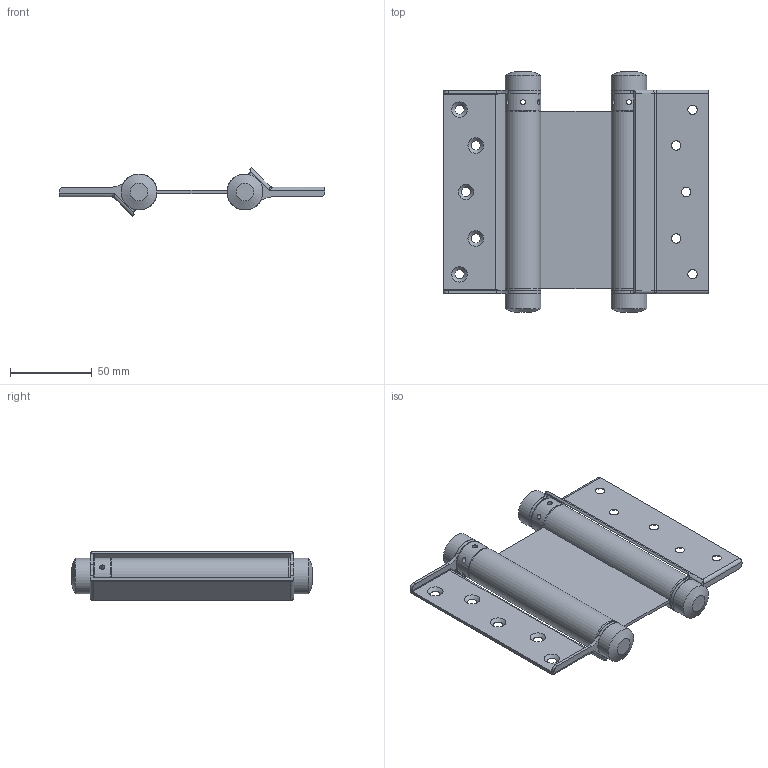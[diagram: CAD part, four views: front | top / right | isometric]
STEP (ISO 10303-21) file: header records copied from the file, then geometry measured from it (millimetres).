
FILE_DESCRIPTION (( 'STEP AP203' ), '1' );
FILE_NAME ('105-Z-125.step', '2021-11-24T07:52:51', ( '' ), ( '' ), 'SwSTEP 2.0', 'SolidWorks 2018', '' );
FILE_SCHEMA (( 'CONFIG_CONTROL_DESIGN' ));
Length unit declared in the file: millimetre
Products named in the file (17): 105-Z-125 Teil4; 105-Z-125 Teil5; 105-Z-125 Teil1; 105-Z-125 Teil3; 105-Z-125 Teil2; 105-Z-125
Assembly tree (11 placements, depth 2):
  105-Z-125 Teil4
  105-Z-125 Teil5
  105-Z-125 Teil1
  105-Z-125 Teil5
  105-Z-125 Teil5
Bounding box: 163 x 147.8 x 30 mm (x, y, z)
Volume: 122076 mm3; surface area: 73626.2 mm2
Topology: 11 solids, 11 shells, 536 faces, 1404 edges, 926 vertices
Faces by surface type: plane 286, bspline 162, cylinder 66, cone 14, torus 8
Full cylindrical faces by diameter (mm): 3 x12, 10 x10, 22 x8
Entity records: 14650 total; most frequent: CARTESIAN_POINT 6994, ORIENTED_EDGE 1350, DIRECTION 968, EDGE_CURVE 675, VERTEX_POINT 461, VECTOR 430, LINE 430, EDGE_LOOP 346
